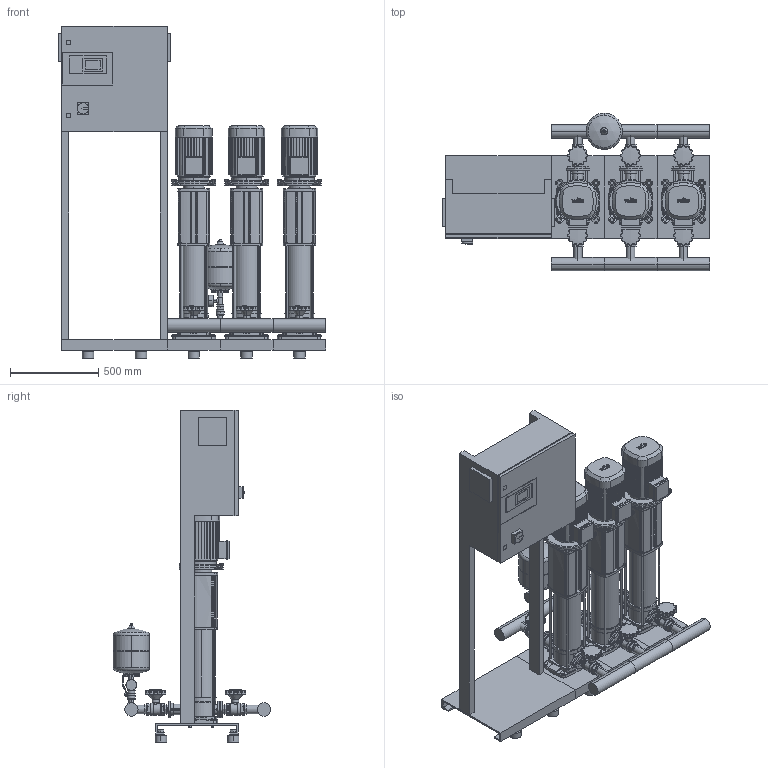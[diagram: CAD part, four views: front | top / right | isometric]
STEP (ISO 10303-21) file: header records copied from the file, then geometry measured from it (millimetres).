
FILE_DESCRIPTION((''),'2;1');
FILE_NAME('3d_CO-3HELIXV1013_K_CC-01-2534115.stp','2016-01-25T09:33:08',(''),(''),'Mechanical Desktop 2009','Mechanical Desktop 2009',', , ');
FILE_SCHEMA(('CONFIG_CONTROL_DESIGN'));
Length unit declared in the file: millimetre
Products named in the file (1): Product
Bounding box: 1520 x 895.05 x 1885 mm (x, y, z)
Volume: 219446762.9 mm3; surface area: 11797683.9 mm2
Topology: 154 solids, 154 shells, 5737 faces, 15131 edges, 9925 vertices
Faces by surface type: plane 2598, bspline 1481, cylinder 1314, cone 242, torus 82, sphere 20
Entity records: 188269 total; most frequent: CARTESIAN_POINT 46265, ORIENTED_EDGE 30238, DIRECTION 27371, EDGE_CURVE 15119, VECTOR 10093, LINE 10093, VERTEX_POINT 9920, AXIS2_PLACEMENT_3D 8639
